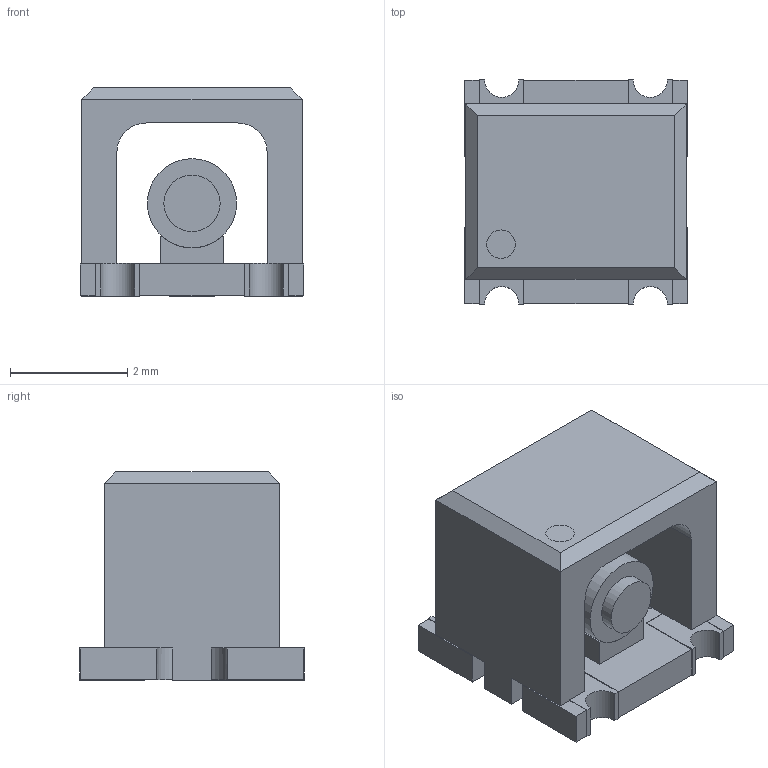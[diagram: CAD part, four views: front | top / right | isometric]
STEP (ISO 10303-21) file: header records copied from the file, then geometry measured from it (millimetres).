
FILE_DESCRIPTION(/* description */ (''),/* implementation_level */ '2;1');
FILE_NAME(/* name */ 'MiniCircuits_Transformer_PL-321.step',/* time_stamp */ '2021-09-28T22:19:56+01:00',/* author */ (''),/* organization */ (''),/* preprocessor_version */ 'ST-DEVELOPER v18.1',/* originating_system */ 'Autodesk Translation Framework v10.9.0.1377',/* authorisation */ '');
FILE_SCHEMA (('AUTOMOTIVE_DESIGN { 1 0 10303 214 3 1 1 }'));
Length unit declared in the file: millimetre
Products named in the file (1): MiniCircuits_Transformer_PL-321
Bounding box: 3.81 x 3.83 x 3.56 mm (x, y, z)
Volume: 27.6 mm3; surface area: 109.6 mm2
Topology: 1 solids, 1 shells, 102 faces, 291 edges, 190 vertices
Faces by surface type: plane 90, cylinder 12
Full cylindrical faces by diameter (mm): 0.487 x1, 0.962 x2, 1.525 x1
Entity records: 3437 total; most frequent: CARTESIAN_POINT 584, ORIENTED_EDGE 582, DIRECTION 529, EDGE_CURVE 291, LINE 259, VECTOR 259, VERTEX_POINT 190, AXIS2_PLACEMENT_3D 135
